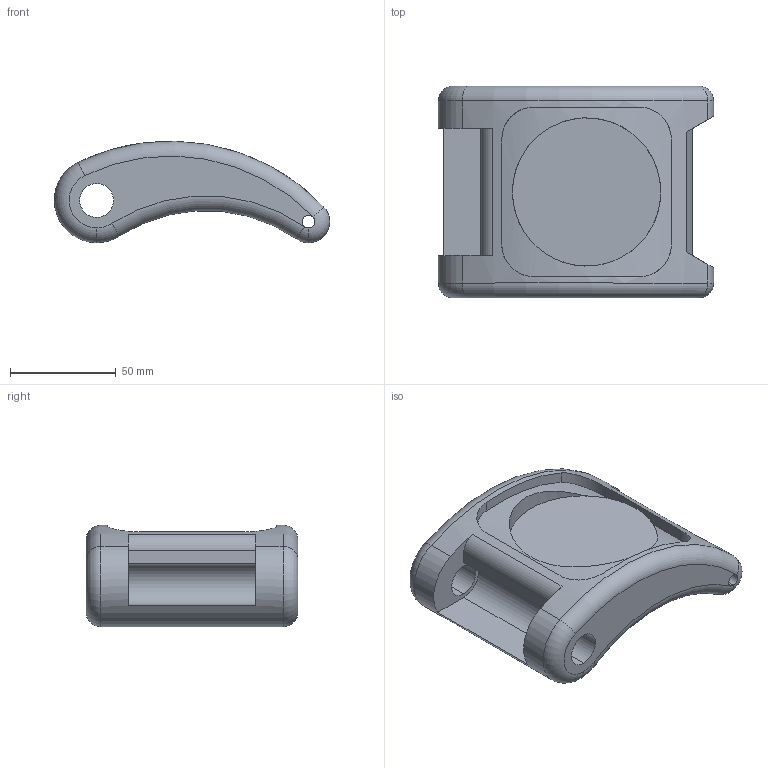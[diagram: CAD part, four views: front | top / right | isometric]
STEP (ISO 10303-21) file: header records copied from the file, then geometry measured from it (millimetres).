
FILE_DESCRIPTION (( 'STEP AP203' ), '1' );
FILE_NAME ('平成21年度前期問題修正版.STEP', '2010-11-11T15:59:29', ( 'miyagawa' ), ( '' ), 'SwSTEP 2.0', 'SolidWorks 2005204', '' );
FILE_SCHEMA (( 'CONFIG_CONTROL_DESIGN' ));
Length unit declared in the file: millimetre
Products named in the file (1): 平成21年度前期問題修正版
Bounding box: 129.99 x 100 x 47.94 mm (x, y, z)
Volume: 283260.5 mm3; surface area: 44123.2 mm2
Topology: 1 solids, 1 shells, 56 faces, 138 edges, 82 vertices
Faces by surface type: cylinder 27, plane 17, torus 12
Entity records: 2043 total; most frequent: CARTESIAN_POINT 619, DIRECTION 302, ORIENTED_EDGE 276, EDGE_CURVE 138, AXIS2_PLACEMENT_3D 125, VERTEX_POINT 82, CIRCLE 68, EDGE_LOOP 62
